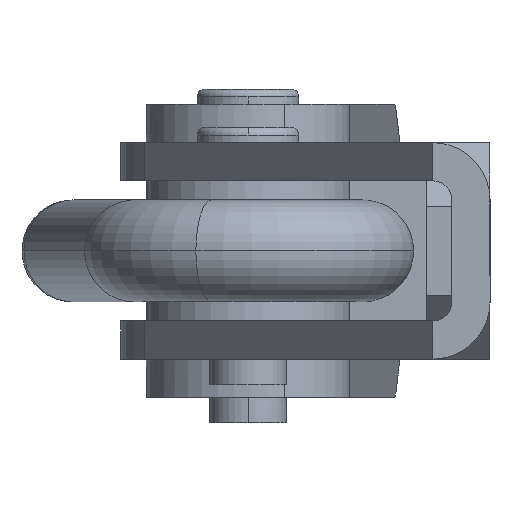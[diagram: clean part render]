
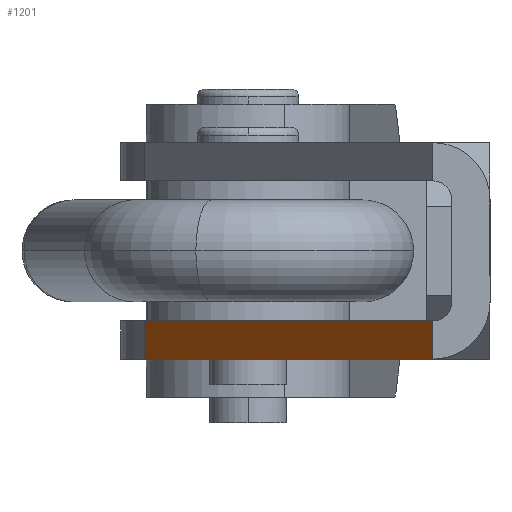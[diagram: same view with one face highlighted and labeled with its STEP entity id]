
A CAD part, left-side view. The second image highlights one B-rep face of the part: STEP entity #1201.
In plain terms, the highlighted planar face has unit normal (-0.587, 0.809, 0).
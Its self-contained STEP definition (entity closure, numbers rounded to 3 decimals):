
#955=CARTESIAN_POINT('',(-90.519,32.471,3.));
#956=VERTEX_POINT('',#955);
#964=CARTESIAN_POINT('',(-121.645,9.878,3.));
#965=VERTEX_POINT('',#964);
#966=CARTESIAN_POINT('',(-90.519,32.471,3.));
#967=DIRECTION('',(-0.809,-0.587,0.));
#968=VECTOR('',#967,38.461);
#969=LINE('',#966,#968);
#970=EDGE_CURVE('',#956,#965,#969,.T.);
#1171=CARTESIAN_POINT('',(-121.645,9.878,17.));
#1172=DIRECTION('',(0.587,-0.809,0.));
#1173=DIRECTION('',(-0.809,-0.587,0.));
#1174=AXIS2_PLACEMENT_3D('',#1171,#1172,#1173);
#1175=PLANE('',#1174);
#1176=ORIENTED_EDGE('',*,*,#970,.F.);
#1177=CARTESIAN_POINT('',(-90.519,32.471,0.));
#1178=VERTEX_POINT('',#1177);
#1179=CARTESIAN_POINT('',(-90.519,32.471,3.));
#1180=DIRECTION('',(0.0,0.0,-1.0));
#1181=VECTOR('',#1180,3.);
#1182=LINE('',#1179,#1181);
#1183=EDGE_CURVE('',#956,#1178,#1182,.T.);
#1184=ORIENTED_EDGE('',*,*,#1183,.T.);
#1185=CARTESIAN_POINT('',(-121.645,9.878,0.));
#1186=VERTEX_POINT('',#1185);
#1187=CARTESIAN_POINT('',(-121.645,9.878,0.));
#1188=DIRECTION('',(0.809,0.587,0.));
#1189=VECTOR('',#1188,38.461);
#1190=LINE('',#1187,#1189);
#1191=EDGE_CURVE('',#1186,#1178,#1190,.T.);
#1192=ORIENTED_EDGE('',*,*,#1191,.F.);
#1193=CARTESIAN_POINT('',(-121.645,9.878,3.));
#1194=DIRECTION('',(0.0,0.0,-1.0));
#1195=VECTOR('',#1194,3.);
#1196=LINE('',#1193,#1195);
#1197=EDGE_CURVE('',#965,#1186,#1196,.T.);
#1198=ORIENTED_EDGE('',*,*,#1197,.F.);
#1199=EDGE_LOOP('',(#1176,#1184,#1192,#1198));
#1200=FACE_OUTER_BOUND('',#1199,.T.);
#1201=ADVANCED_FACE('',(#1200),#1175,.F.);
